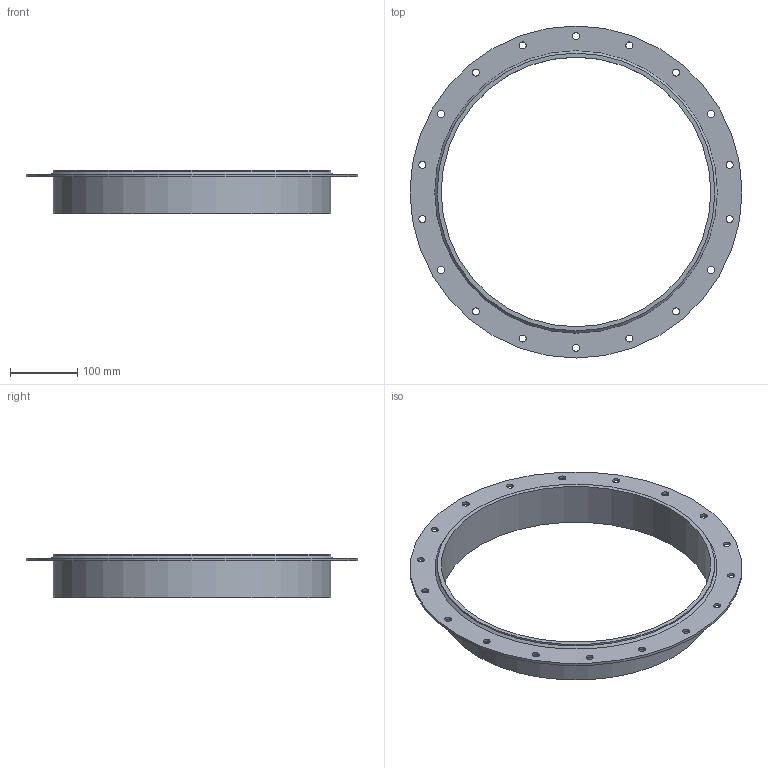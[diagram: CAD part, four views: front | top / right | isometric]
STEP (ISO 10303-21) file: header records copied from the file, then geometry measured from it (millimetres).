
FILE_DESCRIPTION((''),'2;1');
FILE_NAME('SLFRS400.stp','2017-02-08T07:43:10',('se-mareng'),(''),'Autodesk Inventor 2013','Autodesk Inventor 2013','');
FILE_SCHEMA(('AUTOMOTIVE_DESIGN { 1 0 10303 214 1 1 1 1 }'));
Length unit declared in the file: millimetre
Products named in the file (1): SLFRS400_old
Bounding box: 495 x 495 x 65 mm (x, y, z)
Volume: 732979.3 mm3; surface area: 295292.5 mm2
Topology: 1 solids, 1 shells, 27 faces, 87 edges, 64 vertices
Faces by surface type: cylinder 22, plane 4, cone 1
Full cylindrical faces by diameter (mm): 10.5 x18, 402 x1, 414 x2, 495 x1
Entity records: 833 total; most frequent: DIRECTION 146, CARTESIAN_POINT 118, ORIENTED_EDGE 90, EDGE_LOOP 90, AXIS2_PLACEMENT_3D 73, FACE_BOUND 63, VERTEX_POINT 45, CIRCLE 45
